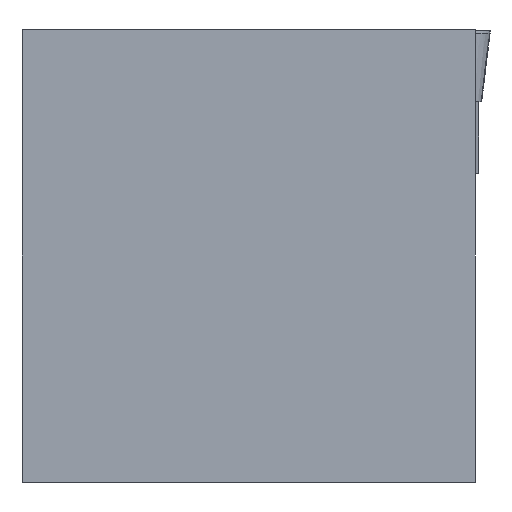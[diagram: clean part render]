
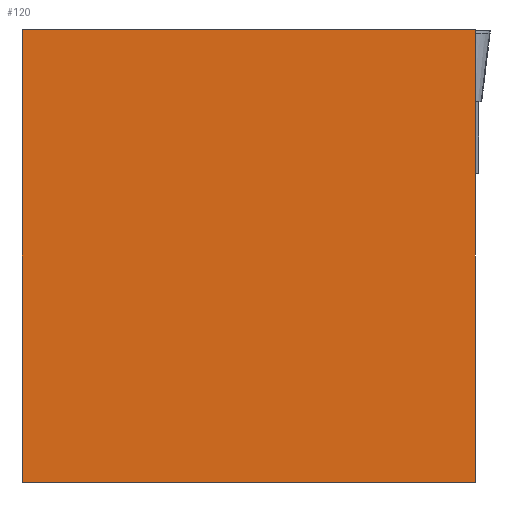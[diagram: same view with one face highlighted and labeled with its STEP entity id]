
A CAD part, front view. The second image highlights one B-rep face of the part: STEP entity #120.
In plain terms, the highlighted planar face has unit normal (0, -1, 0).
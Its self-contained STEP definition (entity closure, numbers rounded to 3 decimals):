
#120=ADVANCED_FACE('',(#182),#159,.T.);
#159=PLANE('',#690);
#182=FACE_OUTER_BOUND('',#213,.T.);
#213=EDGE_LOOP('',(#260,#261,#262,#263));
#260=ORIENTED_EDGE('',*,*,#486,.F.);
#261=ORIENTED_EDGE('',*,*,#487,.T.);
#262=ORIENTED_EDGE('',*,*,#488,.T.);
#263=ORIENTED_EDGE('',*,*,#489,.T.);
#430=VERTEX_POINT('',#948);
#431=VERTEX_POINT('',#949);
#432=VERTEX_POINT('',#951);
#433=VERTEX_POINT('',#953);
#486=EDGE_CURVE('',#430,#431,#571,.T.);
#487=EDGE_CURVE('',#430,#432,#572,.T.);
#488=EDGE_CURVE('',#432,#433,#573,.T.);
#489=EDGE_CURVE('',#433,#431,#574,.T.);
#571=LINE('',#947,#630);
#572=LINE('',#950,#631);
#573=LINE('',#952,#632);
#574=LINE('',#954,#633);
#630=VECTOR('',#757,1.);
#631=VECTOR('',#758,1.);
#632=VECTOR('',#759,1.);
#633=VECTOR('',#760,1.);
#690=AXIS2_PLACEMENT_3D('',#955,#761,#762);
#757=DIRECTION('',(1.,0.,0.));
#758=DIRECTION('',(0.,0.,-1.));
#759=DIRECTION('',(1.,0.,0.));
#760=DIRECTION('',(0.,0.,1.));
#761=DIRECTION('',(0.,-1.,0.));
#762=DIRECTION('',(0.,0.,-1.));
#947=CARTESIAN_POINT('',(60.,0.,0.));
#948=CARTESIAN_POINT('',(0.,0.,0.));
#949=CARTESIAN_POINT('',(60.,0.,0.));
#950=CARTESIAN_POINT('',(0.,0.,-59.955));
#951=CARTESIAN_POINT('',(0.,0.,-59.955));
#952=CARTESIAN_POINT('',(60.,0.,-59.955));
#953=CARTESIAN_POINT('',(60.,0.,-59.955));
#954=CARTESIAN_POINT('',(60.,0.,-59.955));
#955=CARTESIAN_POINT('',(60.,0.,-59.955));
